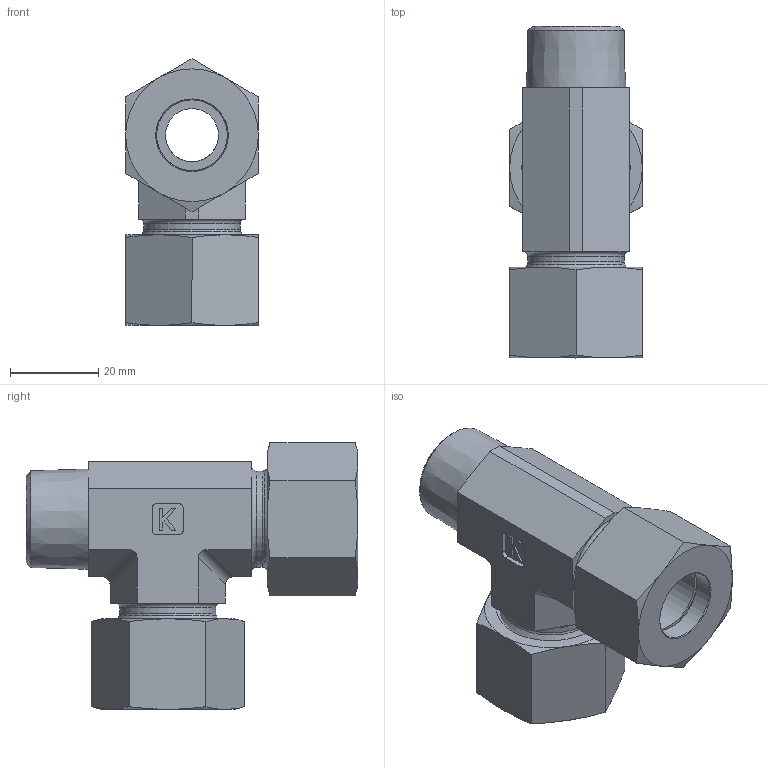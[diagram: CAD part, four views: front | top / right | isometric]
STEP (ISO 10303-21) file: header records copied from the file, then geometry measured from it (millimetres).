
FILE_DESCRIPTION((''),'2;1');
FILE_NAME('2505162224.stp','2014-08-25T11:03:03',(''),('KNOMI spol. s r. o.'),'Autodesk Inventor 2012','Autodesk Inventor 2012','');
FILE_SCHEMA(('AUTOMOTIVE_DESIGN { 1 2 10303 214 0 1 1 1 }'));
Length unit declared in the file: millimetre
Products named in the file (4): TBCM3K16SMkuž; 40816; 3981624; 2504162224
Assembly tree (5 placements, depth 2):
  TBCM3K16SMkuž
    40816  x2
    3981624  x2
    2504162224
Bounding box: 30 x 75 x 60.32 mm (x, y, z)
Volume: 47360.9 mm3; surface area: 22430 mm2
Topology: 5 solids, 5 shells, 144 faces, 339 edges, 211 vertices
Faces by surface type: plane 63, cone 47, cylinder 28, torus 6
Full cylindrical faces by diameter (mm): 12 x2, 16 x6, 18.2 x2, 21 x2, 21.7 x2, 22.376 x2, 24 x2
Entity records: 3136 total; most frequent: CARTESIAN_POINT 542, DIRECTION 512, ORIENTED_EDGE 438, EDGE_CURVE 219, AXIS2_PLACEMENT_3D 199, EDGE_LOOP 158, VERTEX_POINT 157, VECTOR 114
